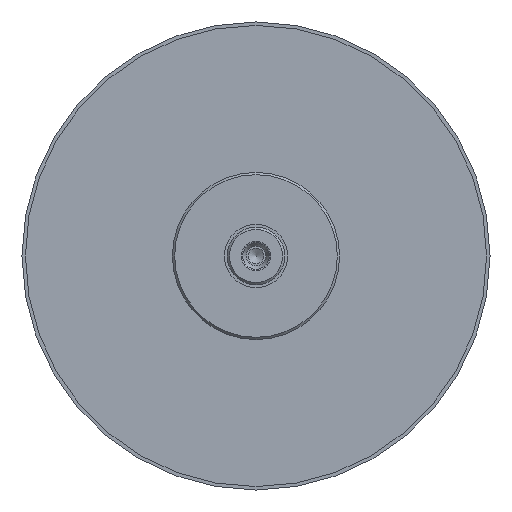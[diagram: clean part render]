
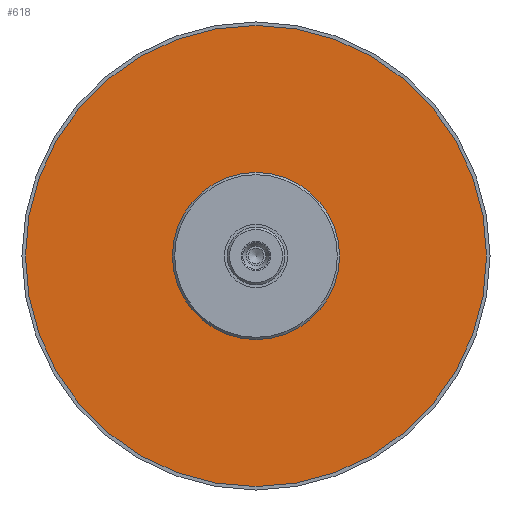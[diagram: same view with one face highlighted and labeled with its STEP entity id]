
A CAD part, front view. The second image highlights one B-rep face of the part: STEP entity #618.
In plain terms, the highlighted planar face has unit normal (0, -1, 0).
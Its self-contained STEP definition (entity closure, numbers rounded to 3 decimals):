
#138=FACE_BOUND('',#279,.T.);
#188=FACE_OUTER_BOUND('',#278,.T.);
#278=EDGE_LOOP('',(#544));
#279=EDGE_LOOP('',(#545));
#320=CIRCLE('',#699,72.5);
#330=CIRCLE('',#721,200.);
#372=VERTEX_POINT('',#1082);
#382=VERTEX_POINT('',#1114);
#428=EDGE_CURVE('',#372,#372,#320,.T.);
#438=EDGE_CURVE('',#382,#382,#330,.T.);
#544=ORIENTED_EDGE('',*,*,#438,.F.);
#545=ORIENTED_EDGE('',*,*,#428,.T.);
#570=PLANE('',#720);
#618=ADVANCED_FACE('',(#188,#138),#570,.T.);
#699=AXIS2_PLACEMENT_3D('',#1083,#874,#875);
#720=AXIS2_PLACEMENT_3D('',#1113,#916,#917);
#721=AXIS2_PLACEMENT_3D('',#1115,#918,#919);
#874=DIRECTION('center_axis',(0.,1.,0.));
#875=DIRECTION('ref_axis',(0.,0.,1.));
#916=DIRECTION('center_axis',(0.,-1.,0.));
#917=DIRECTION('ref_axis',(0.,0.,-1.));
#918=DIRECTION('center_axis',(0.,1.,0.));
#919=DIRECTION('ref_axis',(0.,0.,1.));
#1082=CARTESIAN_POINT('',(0.,-710.,72.5));
#1083=CARTESIAN_POINT('Origin',(0.,-710.,0.));
#1113=CARTESIAN_POINT('Origin',(0.,-710.,136.25));
#1114=CARTESIAN_POINT('',(0.,-710.,200.));
#1115=CARTESIAN_POINT('Origin',(0.,-710.,0.));
